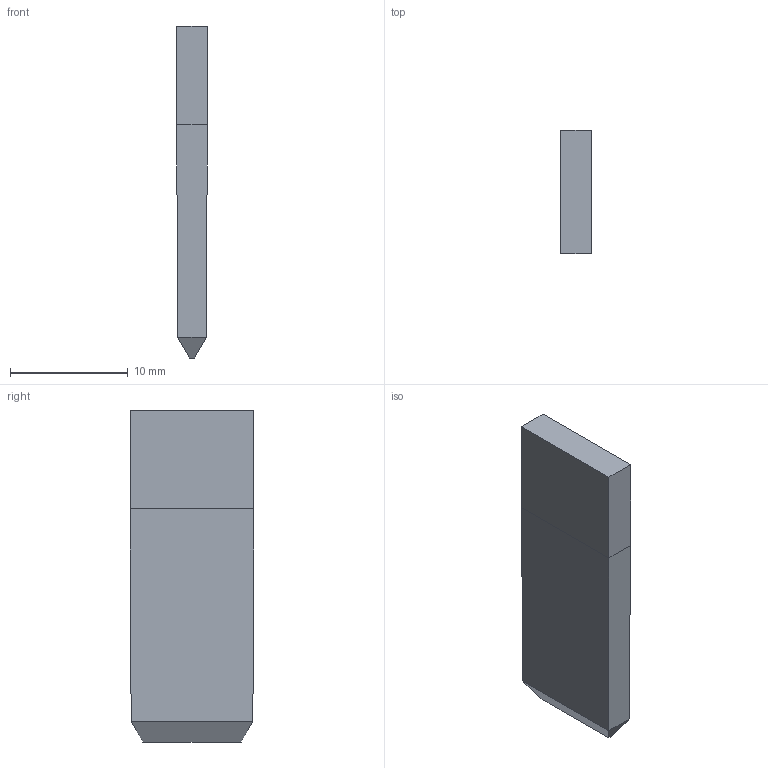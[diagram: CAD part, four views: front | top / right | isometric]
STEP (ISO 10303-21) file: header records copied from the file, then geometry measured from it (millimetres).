
FILE_DESCRIPTION (( 'STEP AP214' ), '1' );
FILE_NAME ('shims.step', '2024-06-17T19:36:11', ( '' ), ( '' ), 'SwSTEP 2.0', 'SolidWorks 2022', '' );
FILE_SCHEMA (( 'AUTOMOTIVE_DESIGN' ));
Length unit declared in the file: millimetre
Products named in the file (1): shims
Bounding box: 2.6 x 10.5 x 28.2 mm (x, y, z)
Volume: 727.7 mm3; surface area: 761.7 mm2
Topology: 1 solids, 1 shells, 14 faces, 28 edges, 16 vertices
Faces by surface type: plane 14
Entity records: 382 total; most frequent: CARTESIAN_POINT 59, DIRECTION 58, ORIENTED_EDGE 56, EDGE_CURVE 28, VECTOR 28, LINE 28, VERTEX_POINT 16, AXIS2_PLACEMENT_3D 15
